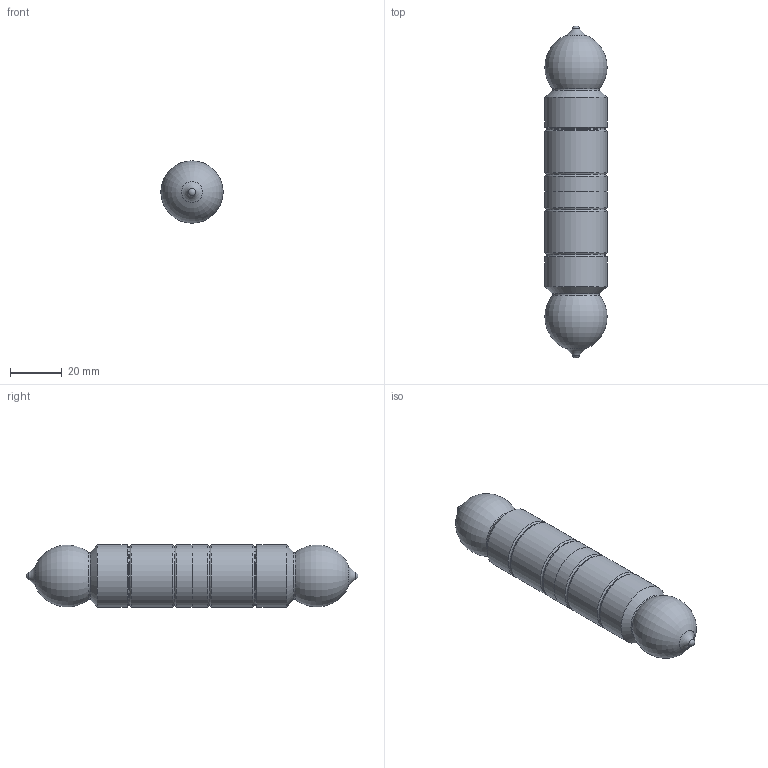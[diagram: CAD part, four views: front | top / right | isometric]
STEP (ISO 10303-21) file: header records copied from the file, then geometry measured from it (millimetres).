
FILE_DESCRIPTION (( 'STEP AP203' ), '1' );
FILE_NAME ('3823.STEP', '2022-10-28T08:23:30', ( '' ), ( '' ), 'SwSTEP 2.0', 'SolidWorks 2018', '' );
FILE_SCHEMA (( 'CONFIG_CONTROL_DESIGN' ));
Length unit declared in the file: millimetre
Products named in the file (3): 3823 Teil1_3823 Teil1; 3823 Teil1_3823 Teil2; 3823
Assembly tree (2 placements, depth 2):
  3823
    3823 Teil1_3823 Teil1
    3823 Teil1_3823 Teil2
Bounding box: 24 x 127.98 x 24 mm (x, y, z)
Volume: 48498.8 mm3; surface area: 13030.6 mm2
Topology: 2 solids, 2 shells, 261 faces, 702 edges, 464 vertices
Faces by surface type: bspline 119, plane 91, cylinder 30, torus 14, cone 5, sphere 2
Full cylindrical faces by diameter (mm): 13 x1, 13.5 x1, 23 x4, 24 x6
Entity records: 12176 total; most frequent: CARTESIAN_POINT 6294, ORIENTED_EDGE 1310, DIRECTION 821, EDGE_CURVE 655, VERTEX_POINT 448, EDGE_LOOP 311, LINE 295, VECTOR 295
